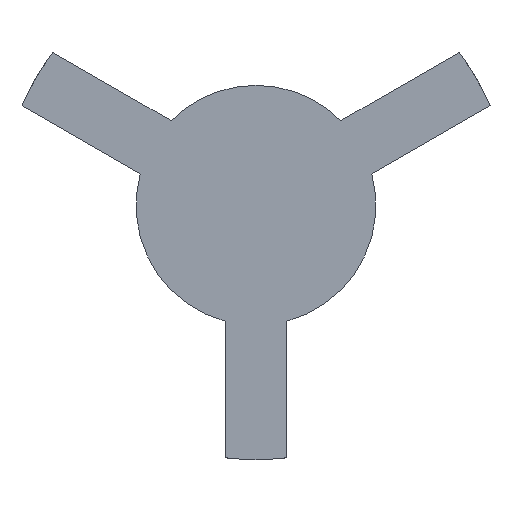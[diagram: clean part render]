
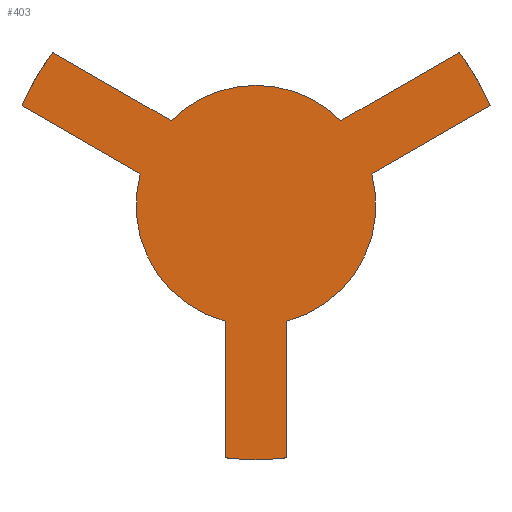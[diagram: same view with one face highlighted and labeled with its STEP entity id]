
A CAD part, front view. The second image highlights one B-rep face of the part: STEP entity #403.
In plain terms, the highlighted planar face has unit normal (0, -1, 0).
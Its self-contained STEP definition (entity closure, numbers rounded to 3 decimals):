
#1 = EDGE_CURVE ( 'NONE', #353, #211, #282, .T. ) ;
#6 = CARTESIAN_POINT ( 'NONE',  ( -2.688, -2., -21.986 ) ) ;
#7 = EDGE_CURVE ( 'NONE', #440, #639, #263, .T. ) ;
#14 = CARTESIAN_POINT ( 'NONE',  ( 0., -2., 0. ) ) ;
#28 = DIRECTION ( 'NONE',  ( 0., 0., -1. ) ) ;
#29 = EDGE_CURVE ( 'NONE', #271, #353, #685, .T. ) ;
#30 = CARTESIAN_POINT ( 'NONE',  ( 20.384, -2., 8.666 ) ) ;
#39 = CARTESIAN_POINT ( 'NONE',  ( 0., -2., 0. ) ) ;
#77 = EDGE_CURVE ( 'NONE', #788, #710, #91, .T. ) ;
#78 = DIRECTION ( 'NONE',  ( -0.866, 0., 0.5 ) ) ;
#81 = CARTESIAN_POINT ( 'NONE',  ( 20.384, -2., 8.666 ) ) ;
#83 = DIRECTION ( 'NONE',  ( 0., 0., -1. ) ) ;
#84 = DIRECTION ( 'NONE',  ( 0., -1., 0. ) ) ;
#91 = CIRCLE ( 'NONE', #278, 22.15 ) ;
#97 = CARTESIAN_POINT ( 'NONE',  ( 0., -2., 0. ) ) ;
#99 = EDGE_LOOP ( 'NONE', ( #794, #865, #355, #533, #852, #779, #654, #437, #509, #279, #485, #470, #191, #837 ) ) ;
#122 = CARTESIAN_POINT ( 'NONE',  ( 0., -2., -22.15 ) ) ;
#126 = EDGE_CURVE ( 'NONE', #211, #360, #218, .T. ) ;
#143 = CARTESIAN_POINT ( 'NONE',  ( 0., -2., 0. ) ) ;
#166 = DIRECTION ( 'NONE',  ( 0., 0., -1. ) ) ;
#171 = CARTESIAN_POINT ( 'NONE',  ( -2.688, -2., -21.986 ) ) ;
#181 = VECTOR ( 'NONE', #78, 1000. ) ;
#188 = EDGE_CURVE ( 'NONE', #564, #271, #714, .T. ) ;
#191 = ORIENTED_EDGE ( 'NONE', *, *, #502, .T. ) ;
#197 = VECTOR ( 'NONE', #606, 1000. ) ;
#211 = VERTEX_POINT ( 'NONE', #408 ) ;
#218 = CIRCLE ( 'NONE', #322, 10.45 ) ;
#262 = VERTEX_POINT ( 'NONE', #30 ) ;
#263 = CIRCLE ( 'NONE', #507, 10.45 ) ;
#268 = VERTEX_POINT ( 'NONE', #772 ) ;
#271 = VERTEX_POINT ( 'NONE', #122 ) ;
#276 = DIRECTION ( 'NONE',  ( 0., 0., -1. ) ) ;
#278 = AXIS2_PLACEMENT_3D ( 'NONE', #881, #813, #386 ) ;
#279 = ORIENTED_EDGE ( 'NONE', *, *, #29, .T. ) ;
#281 = EDGE_CURVE ( 'NONE', #901, #825, #904, .T. ) ;
#282 = LINE ( 'NONE', #497, #599 ) ;
#283 = CARTESIAN_POINT ( 'NONE',  ( -20.384, -2., 8.666 ) ) ;
#304 = CIRCLE ( 'NONE', #351, 10.45 ) ;
#305 = CARTESIAN_POINT ( 'NONE',  ( 0., -2., 0. ) ) ;
#322 = AXIS2_PLACEMENT_3D ( 'NONE', #14, #734, #83 ) ;
#323 = CARTESIAN_POINT ( 'NONE',  ( 17.697, -2., 13.321 ) ) ;
#326 = DIRECTION ( 'NONE',  ( 0., -1., 0. ) ) ;
#346 = EDGE_CURVE ( 'NONE', #710, #440, #362, .T. ) ;
#347 = CARTESIAN_POINT ( 'NONE',  ( 0., -2., 0. ) ) ;
#351 = AXIS2_PLACEMENT_3D ( 'NONE', #305, #84, #28 ) ;
#353 = VERTEX_POINT ( 'NONE', #420 ) ;
#355 = ORIENTED_EDGE ( 'NONE', *, *, #434, .T. ) ;
#360 = VERTEX_POINT ( 'NONE', #571 ) ;
#362 = LINE ( 'NONE', #283, #516 ) ;
#369 = CARTESIAN_POINT ( 'NONE',  ( 0., -2., 0. ) ) ;
#386 = DIRECTION ( 'NONE',  ( 0., 0., -1. ) ) ;
#403 = ADVANCED_FACE ( 'NONE', ( #704 ), #787, .T. ) ;
#408 = CARTESIAN_POINT ( 'NONE',  ( 2.688, -2., -10.099 ) ) ;
#411 = CARTESIAN_POINT ( 'NONE',  ( 7.402, -2., 7.377 ) ) ;
#420 = CARTESIAN_POINT ( 'NONE',  ( 2.688, -2., -21.986 ) ) ;
#431 = AXIS2_PLACEMENT_3D ( 'NONE', #39, #326, #484 ) ;
#434 = EDGE_CURVE ( 'NONE', #701, #268, #684, .T. ) ;
#435 = CARTESIAN_POINT ( 'NONE',  ( -10.089, -2., 2.722 ) ) ;
#437 = ORIENTED_EDGE ( 'NONE', *, *, #614, .T. ) ;
#440 = VERTEX_POINT ( 'NONE', #435 ) ;
#470 = ORIENTED_EDGE ( 'NONE', *, *, #126, .T. ) ;
#473 = AXIS2_PLACEMENT_3D ( 'NONE', #97, #675, #166 ) ;
#484 = DIRECTION ( 'NONE',  ( 0., 0., -1. ) ) ;
#485 = ORIENTED_EDGE ( 'NONE', *, *, #1, .T. ) ;
#497 = CARTESIAN_POINT ( 'NONE',  ( 2.688, -2., -21.986 ) ) ;
#502 = EDGE_CURVE ( 'NONE', #360, #262, #815, .T. ) ;
#507 = AXIS2_PLACEMENT_3D ( 'NONE', #866, #937, #796 ) ;
#509 = ORIENTED_EDGE ( 'NONE', *, *, #188, .T. ) ;
#513 = DIRECTION ( 'NONE',  ( 0., -1., 0. ) ) ;
#516 = VECTOR ( 'NONE', #648, 1000. ) ;
#533 = ORIENTED_EDGE ( 'NONE', *, *, #557, .T. ) ;
#555 = CARTESIAN_POINT ( 'NONE',  ( 17.697, -2., 13.321 ) ) ;
#557 = EDGE_CURVE ( 'NONE', #268, #788, #800, .T. ) ;
#561 = CARTESIAN_POINT ( 'NONE',  ( -17.697, -2., 13.321 ) ) ;
#564 = VERTEX_POINT ( 'NONE', #6 ) ;
#570 = DIRECTION ( 'NONE',  ( 0., 0., 1. ) ) ;
#571 = CARTESIAN_POINT ( 'NONE',  ( 10.089, -2., 2.722 ) ) ;
#576 = DIRECTION ( 'NONE',  ( 0., 0., -1. ) ) ;
#580 = DIRECTION ( 'NONE',  ( 0., -1., 0. ) ) ;
#592 = DIRECTION ( 'NONE',  ( 0.866, 0., 0.5 ) ) ;
#599 = VECTOR ( 'NONE', #570, 1000. ) ;
#600 = CARTESIAN_POINT ( 'NONE',  ( -17.697, -2., 13.321 ) ) ;
#606 = DIRECTION ( 'NONE',  ( 0., 0., -1. ) ) ;
#614 = EDGE_CURVE ( 'NONE', #639, #564, #820, .T. ) ;
#617 = CARTESIAN_POINT ( 'NONE',  ( -20.384, -2., 8.666 ) ) ;
#627 = EDGE_CURVE ( 'NONE', #825, #701, #304, .T. ) ;
#629 = DIRECTION ( 'NONE',  ( -0.866, 0., -0.5 ) ) ;
#639 = VERTEX_POINT ( 'NONE', #678 ) ;
#648 = DIRECTION ( 'NONE',  ( 0.866, 0., -0.5 ) ) ;
#654 = ORIENTED_EDGE ( 'NONE', *, *, #7, .T. ) ;
#656 = EDGE_CURVE ( 'NONE', #262, #901, #729, .T. ) ;
#659 = VECTOR ( 'NONE', #629, 1000. ) ;
#675 = DIRECTION ( 'NONE',  ( 0., -1., 0. ) ) ;
#678 = CARTESIAN_POINT ( 'NONE',  ( -2.687, -2., -10.099 ) ) ;
#684 = CIRCLE ( 'NONE', #731, 10.45 ) ;
#685 = CIRCLE ( 'NONE', #926, 22.15 ) ;
#701 = VERTEX_POINT ( 'NONE', #819 ) ;
#704 = FACE_OUTER_BOUND ( 'NONE', #99, .T. ) ;
#710 = VERTEX_POINT ( 'NONE', #617 ) ;
#714 = CIRCLE ( 'NONE', #431, 22.15 ) ;
#720 = DIRECTION ( 'NONE',  ( 0., 0., -1. ) ) ;
#729 = CIRCLE ( 'NONE', #473, 22.15 ) ;
#731 = AXIS2_PLACEMENT_3D ( 'NONE', #143, #580, #276 ) ;
#734 = DIRECTION ( 'NONE',  ( 0., -1., 0. ) ) ;
#772 = CARTESIAN_POINT ( 'NONE',  ( -7.402, -2., 7.377 ) ) ;
#777 = AXIS2_PLACEMENT_3D ( 'NONE', #347, #778, #576 ) ;
#778 = DIRECTION ( 'NONE',  ( 0., -1., 0. ) ) ;
#779 = ORIENTED_EDGE ( 'NONE', *, *, #346, .T. ) ;
#787 = PLANE ( 'NONE',  #777 ) ;
#788 = VERTEX_POINT ( 'NONE', #561 ) ;
#794 = ORIENTED_EDGE ( 'NONE', *, *, #281, .T. ) ;
#796 = DIRECTION ( 'NONE',  ( 0., 0., -1. ) ) ;
#800 = LINE ( 'NONE', #600, #181 ) ;
#813 = DIRECTION ( 'NONE',  ( 0., -1., 0. ) ) ;
#815 = LINE ( 'NONE', #81, #925 ) ;
#819 = CARTESIAN_POINT ( 'NONE',  ( 0., -2., 10.45 ) ) ;
#820 = LINE ( 'NONE', #171, #197 ) ;
#825 = VERTEX_POINT ( 'NONE', #411 ) ;
#837 = ORIENTED_EDGE ( 'NONE', *, *, #656, .T. ) ;
#852 = ORIENTED_EDGE ( 'NONE', *, *, #77, .T. ) ;
#865 = ORIENTED_EDGE ( 'NONE', *, *, #627, .T. ) ;
#866 = CARTESIAN_POINT ( 'NONE',  ( 0., -2., 0. ) ) ;
#881 = CARTESIAN_POINT ( 'NONE',  ( 0., -2., 0. ) ) ;
#901 = VERTEX_POINT ( 'NONE', #555 ) ;
#904 = LINE ( 'NONE', #323, #659 ) ;
#925 = VECTOR ( 'NONE', #592, 1000. ) ;
#926 = AXIS2_PLACEMENT_3D ( 'NONE', #369, #513, #720 ) ;
#937 = DIRECTION ( 'NONE',  ( 0., -1., 0. ) ) ;
